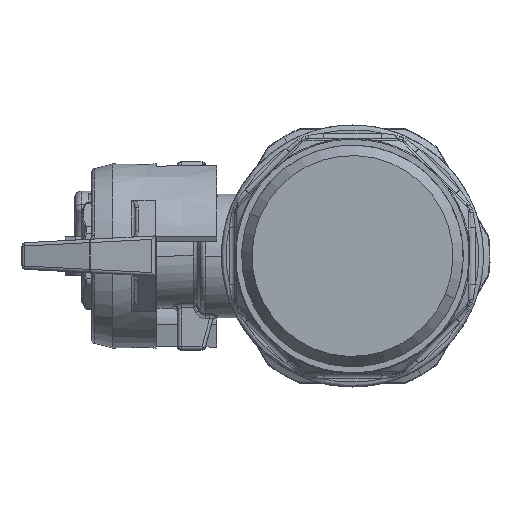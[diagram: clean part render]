
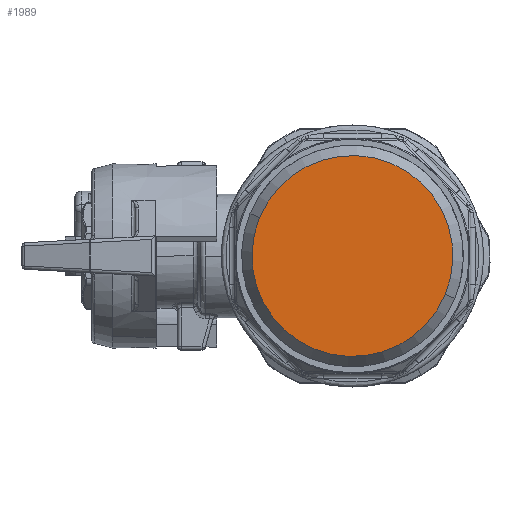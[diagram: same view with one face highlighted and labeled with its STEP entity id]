
A CAD part, left-side view. The second image highlights one B-rep face of the part: STEP entity #1989.
In plain terms, the highlighted planar face has unit normal (-1, 0, 0).
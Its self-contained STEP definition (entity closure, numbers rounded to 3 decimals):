
#1966=CARTESIAN_POINT('Axis2P3D Location',(-38.5,-12.542,-5.195)) ;
#1971=CARTESIAN_POINT('Axis2P3D Location',(-38.5,0.,0.)) ;
#1975=CARTESIAN_POINT('Vertex',(-38.5,-13.812,-5.721)) ;
#1977=CARTESIAN_POINT('Vertex',(-38.5,13.812,5.721)) ;
#1980=CARTESIAN_POINT('Axis2P3D Location',(-38.5,0.,0.)) ;
#1967=DIRECTION('Axis2P3D Direction',(1.,0.,0.)) ;
#1968=DIRECTION('Axis2P3D XDirection',(0.,0.383,-0.924)) ;
#1972=DIRECTION('Axis2P3D Direction',(1.,0.,0.)) ;
#1981=DIRECTION('Axis2P3D Direction',(1.,0.,0.)) ;
#1969=AXIS2_PLACEMENT_3D('Plane Axis2P3D',#1966,#1967,#1968) ;
#1973=AXIS2_PLACEMENT_3D('Circle Axis2P3D',#1971,#1972,$) ;
#1982=AXIS2_PLACEMENT_3D('Circle Axis2P3D',#1980,#1981,$) ;
#1974=CIRCLE('generated circle',#1973,14.95) ;
#1983=CIRCLE('generated circle',#1982,14.95) ;
#1970=PLANE('',#1969) ;
#1979=EDGE_CURVE('',#1976,#1978,#1974,.T.) ;
#1984=EDGE_CURVE('',#1978,#1976,#1983,.T.) ;
#1986=ORIENTED_EDGE('',*,*,#1979,.F.) ;
#1987=ORIENTED_EDGE('',*,*,#1984,.F.) ;
#1985=EDGE_LOOP('',(#1986,#1987)) ;
#1976=VERTEX_POINT('',#1975) ;
#1978=VERTEX_POINT('',#1977) ;
#1989=ADVANCED_FACE('PartBody',(#1988),#1970,.F.) ;
#1988=FACE_OUTER_BOUND('',#1985,.T.) ;
